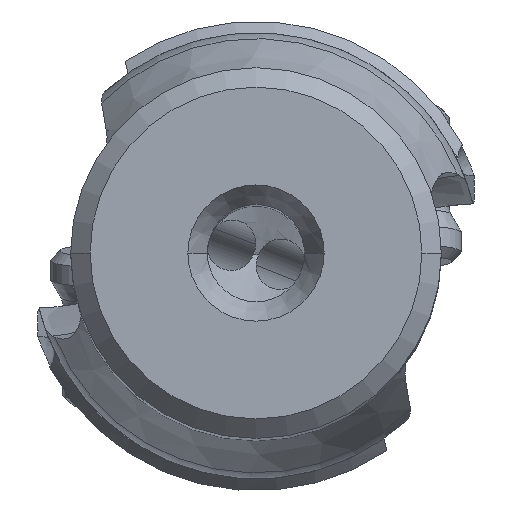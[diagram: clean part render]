
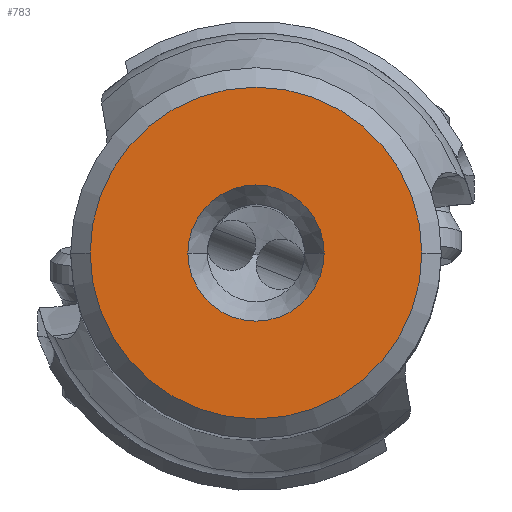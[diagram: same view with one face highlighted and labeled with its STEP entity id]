
A CAD part, top view. The second image highlights one B-rep face of the part: STEP entity #783.
In plain terms, the highlighted planar face has unit normal (0, 0, 1).
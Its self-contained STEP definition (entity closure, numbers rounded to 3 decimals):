
#783=ADVANCED_FACE('',(#991,#992),#957,.T.);
#957=PLANE('',#3495);
#991=FACE_BOUND('',#1009,.T.);
#992=FACE_BOUND('',#1010,.T.);
#1009=EDGE_LOOP('',(#1192,#1193));
#1010=EDGE_LOOP('',(#1194,#1195));
#1192=ORIENTED_EDGE('',*,*,#2573,.F.);
#1193=ORIENTED_EDGE('',*,*,#2574,.F.);
#1194=ORIENTED_EDGE('',*,*,#2575,.F.);
#1195=ORIENTED_EDGE('',*,*,#2576,.F.);
#2224=VERTEX_POINT('',#4889);
#2225=VERTEX_POINT('',#4890);
#2226=VERTEX_POINT('',#4893);
#2227=VERTEX_POINT('',#4894);
#2573=EDGE_CURVE('',#2224,#2225,#3089,.T.);
#2574=EDGE_CURVE('',#2225,#2224,#3090,.T.);
#2575=EDGE_CURVE('',#2226,#2227,#3091,.T.);
#2576=EDGE_CURVE('',#2227,#2226,#3092,.T.);
#3089=CIRCLE('',#3491,8.525);
#3090=CIRCLE('',#3492,8.525);
#3091=CIRCLE('',#3493,3.5);
#3092=CIRCLE('',#3494,3.5);
#3491=AXIS2_PLACEMENT_3D('',#4888,#3933,#3934);
#3492=AXIS2_PLACEMENT_3D('',#4891,#3935,#3936);
#3493=AXIS2_PLACEMENT_3D('',#4892,#3937,#3938);
#3494=AXIS2_PLACEMENT_3D('',#4895,#3939,#3940);
#3495=AXIS2_PLACEMENT_3D('',#4896,#3941,#3942);
#3933=DIRECTION('',(0.,0.,-1.));
#3934=DIRECTION('',(-1.,0.,0.));
#3935=DIRECTION('',(0.,0.,-1.));
#3936=DIRECTION('',(1.,0.,0.));
#3937=DIRECTION('',(0.,0.,1.));
#3938=DIRECTION('',(-1.,0.,0.));
#3939=DIRECTION('',(0.,0.,1.));
#3940=DIRECTION('',(1.,0.,0.));
#3941=DIRECTION('',(0.,0.,1.));
#3942=DIRECTION('',(1.,0.,0.));
#4888=CARTESIAN_POINT('',(0.,0.,0.));
#4889=CARTESIAN_POINT('',(-8.525,0.,0.));
#4890=CARTESIAN_POINT('',(8.525,0.,0.));
#4891=CARTESIAN_POINT('',(0.,0.,0.));
#4892=CARTESIAN_POINT('',(0.,0.,0.));
#4893=CARTESIAN_POINT('',(-3.5,0.,0.));
#4894=CARTESIAN_POINT('',(3.5,0.,0.));
#4895=CARTESIAN_POINT('',(0.,0.,0.));
#4896=CARTESIAN_POINT('',(0.,0.,0.));
